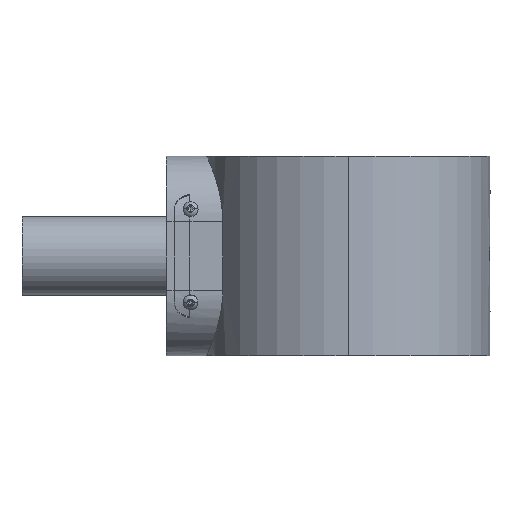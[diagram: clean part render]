
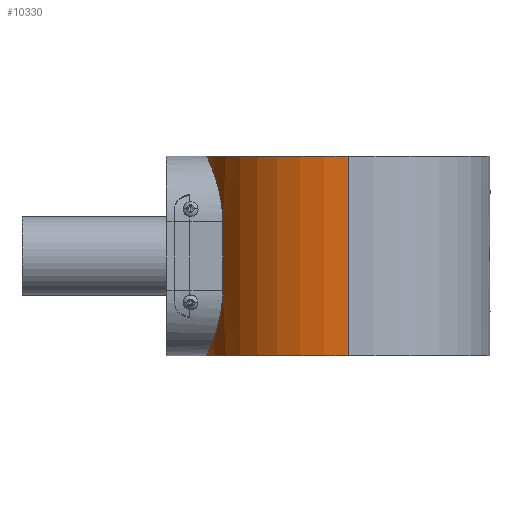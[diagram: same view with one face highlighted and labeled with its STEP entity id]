
A CAD part, left-side view. The second image highlights one B-rep face of the part: STEP entity #10330.
In plain terms, the highlighted cylindrical face has radius 54 mm (diameter 108 mm), a partial arc.
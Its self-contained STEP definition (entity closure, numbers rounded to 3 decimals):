
#328 = CARTESIAN_POINT ( 'NONE',  ( 66.728, 143.72, 106.873 ) ) ;
#413 = CARTESIAN_POINT ( 'NONE',  ( 64.597, 142.806, 110.32 ) ) ;
#486 = CARTESIAN_POINT ( 'NONE',  ( 87.039, 147.685, 96.456 ) ) ;
#576 = CARTESIAN_POINT ( 'NONE',  ( 65.415, 143.168, 160.029 ) ) ;
#677 = CARTESIAN_POINT ( 'NONE',  ( 86.201, 147.685, 172.456 ) ) ;
#1266 = EDGE_CURVE ( 'NONE', #9991, #15109, #9094, .T. ) ;
#1270 = DIRECTION ( 'NONE',  ( 1., 0., 0. ) ) ;
#1400 = EDGE_LOOP ( 'NONE', ( #16538, #3280, #12627, #12238, #7054, #3006 ) ) ;
#1465 = DIRECTION ( 'NONE',  ( 1., 0., 0. ) ) ;
#1648 = CARTESIAN_POINT ( 'NONE',  ( 80.491, 147.292, 97.314 ) ) ;
#1810 = CYLINDRICAL_SURFACE ( 'NONE', #4893, 54. ) ;
#1823 = CARTESIAN_POINT ( 'NONE',  ( 81.291, 147.384, 97.112 ) ) ;
#1918 = CARTESIAN_POINT ( 'NONE',  ( 67.462, 144.012, 105.902 ) ) ;
#1924 = CARTESIAN_POINT ( 'NONE',  ( 65.834, 143.35, 160.722 ) ) ;
#2097 = CARTESIAN_POINT ( 'NONE',  ( 85.363, 147.665, 172.414 ) ) ;
#2683 = EDGE_CURVE ( 'NONE', #4956, #5195, #16021, .T. ) ;
#3006 = ORIENTED_EDGE ( 'NONE', *, *, #5159, .F. ) ;
#3033 = CARTESIAN_POINT ( 'NONE',  ( 62.903, 141.991, 114.924 ) ) ;
#3126 = CARTESIAN_POINT ( 'NONE',  ( 70.501, 145.094, 102.69 ) ) ;
#3198 = CARTESIAN_POINT ( 'NONE',  ( 68.77, 144.505, 104.37 ) ) ;
#3244 = EDGE_CURVE ( 'NONE', #5195, #4972, #7215, .T. ) ;
#3279 = CARTESIAN_POINT ( 'NONE',  ( 62.7, 141.889, 115.729 ) ) ;
#3280 = ORIENTED_EDGE ( 'NONE', *, *, #7256, .T. ) ;
#3382 = CARTESIAN_POINT ( 'NONE',  ( 76.627, 146.677, 170.2 ) ) ;
#3408 = DIRECTION ( 'NONE',  ( 0., 0., 1. ) ) ;
#3449 = CARTESIAN_POINT ( 'NONE',  ( 62.202, 141.636, 118.157 ) ) ;
#3458 = CARTESIAN_POINT ( 'NONE',  ( 64.129, 142.585, 157.472 ) ) ;
#3759 = CARTESIAN_POINT ( 'NONE',  ( 87.039, 93.685, 172.456 ) ) ;
#4406 = CARTESIAN_POINT ( 'NONE',  ( 80.458, 147.307, 171.63 ) ) ;
#4664 = CARTESIAN_POINT ( 'NONE',  ( 62.449, 141.762, 151.987 ) ) ;
#4839 = CARTESIAN_POINT ( 'NONE',  ( 62.039, 141.549, 147.456 ) ) ;
#4893 = AXIS2_PLACEMENT_3D ( 'NONE', #12110, #6871, #5764 ) ;
#4910 = CARTESIAN_POINT ( 'NONE',  ( 62.039, 141.549, 121.456 ) ) ;
#4956 = VERTEX_POINT ( 'NONE', #4839 ) ;
#4972 = VERTEX_POINT ( 'NONE', #9936 ) ;
#5159 = EDGE_CURVE ( 'NONE', #15109, #13070, #13044, .T. ) ;
#5185 = CARTESIAN_POINT ( 'NONE',  ( 33.039, 93.685, -56.279 ) ) ;
#5195 = VERTEX_POINT ( 'NONE', #14059 ) ;
#5519 = CARTESIAN_POINT ( 'NONE',  ( 66.492, 143.624, 107.207 ) ) ;
#5613 = CARTESIAN_POINT ( 'NONE',  ( 63.657, 142.362, 112.57 ) ) ;
#5688 = CARTESIAN_POINT ( 'NONE',  ( 78.907, 147.071, 97.811 ) ) ;
#5695 = CARTESIAN_POINT ( 'NONE',  ( 74.445, 146.201, 169.068 ) ) ;
#5764 = DIRECTION ( 'NONE',  ( 1., 0., 0. ) ) ;
#5778 = CARTESIAN_POINT ( 'NONE',  ( 78.131, 146.947, 98.093 ) ) ;
#5787 = CARTESIAN_POINT ( 'NONE',  ( 63.342, 142.213, 155.588 ) ) ;
#6023 = CARTESIAN_POINT ( 'NONE',  ( 64.648, 142.825, 158.584 ) ) ;
#6218 = LINE ( 'NONE', #12834, #8483 ) ;
#6871 = DIRECTION ( 'NONE',  ( 0., 0., 1. ) ) ;
#6897 = CARTESIAN_POINT ( 'NONE',  ( 79.302, 147.129, 97.679 ) ) ;
#6992 = CARTESIAN_POINT ( 'NONE',  ( 64.834, 142.909, 158.95 ) ) ;
#7054 = ORIENTED_EDGE ( 'NONE', *, *, #11207, .F. ) ;
#7072 = CARTESIAN_POINT ( 'NONE',  ( 69.906, 144.898, 103.232 ) ) ;
#7215 = CIRCLE ( 'NONE', #16460, 54. ) ;
#7256 = EDGE_CURVE ( 'NONE', #9991, #4972, #13217, .T. ) ;
#8071 = DIRECTION ( 'NONE',  ( 0., 0., -1. ) ) ;
#8089 = CARTESIAN_POINT ( 'NONE',  ( 85.36, 147.685, 96.456 ) ) ;
#8357 = CARTESIAN_POINT ( 'NONE',  ( 83.697, 147.588, 172.246 ) ) ;
#8483 = VECTOR ( 'NONE', #3408, 1000. ) ;
#8614 = CARTESIAN_POINT ( 'NONE',  ( 78.896, 147.09, 171.149 ) ) ;
#9094 = CIRCLE ( 'NONE', #15638, 54. ) ;
#9483 = CARTESIAN_POINT ( 'NONE',  ( 74.432, 146.211, 99.806 ) ) ;
#9566 = CARTESIAN_POINT ( 'NONE',  ( 63.379, 142.226, 113.339 ) ) ;
#9740 = CARTESIAN_POINT ( 'NONE',  ( 77.748, 146.881, 98.242 ) ) ;
#9748 = CARTESIAN_POINT ( 'NONE',  ( 70.503, 145.105, 166.277 ) ) ;
#9810 = FACE_OUTER_BOUND ( 'NONE', #1400, .T. ) ;
#9923 = CARTESIAN_POINT ( 'NONE',  ( 67.183, 143.911, 162.731 ) ) ;
#9936 = CARTESIAN_POINT ( 'NONE',  ( 33.039, 93.685, 172.456 ) ) ;
#9991 = VERTEX_POINT ( 'NONE', #14348 ) ;
#10007 = CARTESIAN_POINT ( 'NONE',  ( 62.039, 141.549, 148.28 ) ) ;
#10330 = ADVANCED_FACE ( 'NONE', ( #9810 ), #1810, .T. ) ;
#10754 = CARTESIAN_POINT ( 'NONE',  ( 65.361, 143.153, 108.896 ) ) ;
#10925 = CARTESIAN_POINT ( 'NONE',  ( 83.714, 147.607, 96.623 ) ) ;
#11027 = CARTESIAN_POINT ( 'NONE',  ( 68.205, 144.309, 163.977 ) ) ;
#11115 = CARTESIAN_POINT ( 'NONE',  ( 62.253, 141.661, 150.752 ) ) ;
#11181 = CARTESIAN_POINT ( 'NONE',  ( 62.039, 141.549, 119.796 ) ) ;
#11190 = CARTESIAN_POINT ( 'NONE',  ( 62.202, 141.634, 150.34 ) ) ;
#11207 = EDGE_CURVE ( 'NONE', #13070, #4956, #6218, .T. ) ;
#12043 = CARTESIAN_POINT ( 'NONE',  ( 71.749, 145.479, 101.66 ) ) ;
#12110 = CARTESIAN_POINT ( 'NONE',  ( 87.039, 93.685, -56.279 ) ) ;
#12129 = CARTESIAN_POINT ( 'NONE',  ( 67.213, 143.914, 106.221 ) ) ;
#12238 = ORIENTED_EDGE ( 'NONE', *, *, #2683, .F. ) ;
#12303 = CARTESIAN_POINT ( 'NONE',  ( 68.23, 144.307, 104.966 ) ) ;
#12311 = CARTESIAN_POINT ( 'NONE',  ( 62.377, 141.724, 151.575 ) ) ;
#12556 = CARTESIAN_POINT ( 'NONE',  ( 62.079, 141.571, 149.105 ) ) ;
#12627 = ORIENTED_EDGE ( 'NONE', *, *, #3244, .F. ) ;
#12716 = CARTESIAN_POINT ( 'NONE',  ( 62.608, 141.843, 116.133 ) ) ;
#12834 = CARTESIAN_POINT ( 'NONE',  ( 62.039, 141.549, 96.456 ) ) ;
#13012 = DIRECTION ( 'NONE',  ( 0., 0., 1. ) ) ;
#13044 = B_SPLINE_CURVE_WITH_KNOTS ( 'NONE', 3,
 ( #486, #8089, #10925, #1823, #1648, #6897, #5688, #5778, #9740, #14850, #9483, #14929, #12043, #3126, #7072, #3198, #12303, #1918, #12129, #328, #5519, #10754, #413, #5613, #9566, #14757, #3033, #3279, #12716, #3449, #11181, #4910 ),
 .UNSPECIFIED., .F., .F.,
 ( 4, 2, 2, 2, 2, 2, 2, 2, 2, 2, 2, 2, 2, 2, 2, 4 ),
 ( 0., 0.005, 0.007, 0.009, 0.01, 0.015, 0.017, 0.02, 0.022, 0.024, 0.025, 0.03, 0.032, 0.033, 0.035, 0.04 ),
 .UNSPECIFIED. ) ;
#13070 = VERTEX_POINT ( 'NONE', #14182 ) ;
#13217 = LINE ( 'NONE', #5185, #14411 ) ;
#13484 = CARTESIAN_POINT ( 'NONE',  ( 64.296, 142.662, 157.845 ) ) ;
#13569 = CARTESIAN_POINT ( 'NONE',  ( 87.039, 147.685, 172.456 ) ) ;
#13658 = CARTESIAN_POINT ( 'NONE',  ( 62.859, 141.97, 154.022 ) ) ;
#14059 = CARTESIAN_POINT ( 'NONE',  ( 87.039, 147.685, 172.456 ) ) ;
#14182 = CARTESIAN_POINT ( 'NONE',  ( 62.039, 141.549, 121.456 ) ) ;
#14348 = CARTESIAN_POINT ( 'NONE',  ( 33.039, 93.685, 96.456 ) ) ;
#14390 = DIRECTION ( 'NONE',  ( 0., 0., 1. ) ) ;
#14411 = VECTOR ( 'NONE', #14390, 1000. ) ;
#14757 = CARTESIAN_POINT ( 'NONE',  ( 63.016, 142.047, 114.523 ) ) ;
#14800 = CARTESIAN_POINT ( 'NONE',  ( 87.039, 147.685, 96.456 ) ) ;
#14850 = CARTESIAN_POINT ( 'NONE',  ( 75.86, 146.538, 99.034 ) ) ;
#14862 = CARTESIAN_POINT ( 'NONE',  ( 82.877, 147.53, 172.121 ) ) ;
#14929 = CARTESIAN_POINT ( 'NONE',  ( 72.406, 145.669, 101.169 ) ) ;
#14938 = CARTESIAN_POINT ( 'NONE',  ( 73.752, 146.03, 168.648 ) ) ;
#15032 = CARTESIAN_POINT ( 'NONE',  ( 62.039, 141.549, 147.456 ) ) ;
#15109 = VERTEX_POINT ( 'NONE', #14800 ) ;
#15112 = CARTESIAN_POINT ( 'NONE',  ( 71.746, 145.493, 167.299 ) ) ;
#15176 = CARTESIAN_POINT ( 'NONE',  ( 87.039, 93.685, 96.456 ) ) ;
#15638 = AXIS2_PLACEMENT_3D ( 'NONE', #15176, #8071, #1465 ) ;
#16021 = B_SPLINE_CURVE_WITH_KNOTS ( 'NONE', 3,
 ( #15032, #10007, #12556, #11190, #11115, #12311, #4664, #13658, #5787, #3458, #13484, #6023, #6992, #576, #1924, #9923, #11027, #9748, #15112, #14938, #5695, #16140, #3382, #8614, #4406, #14862, #8357, #2097, #677, #13569 ),
 .UNSPECIFIED., .F., .F.,
 ( 4, 2, 2, 2, 2, 2, 2, 2, 2, 2, 2, 2, 2, 2, 4 ),
 ( 0.119, 0.121, 0.123, 0.124, 0.129, 0.13, 0.131, 0.134, 0.139, 0.144, 0.146, 0.149, 0.154, 0.156, 0.159 ),
 .UNSPECIFIED. ) ;
#16140 = CARTESIAN_POINT ( 'NONE',  ( 75.881, 146.525, 169.842 ) ) ;
#16460 = AXIS2_PLACEMENT_3D ( 'NONE', #3759, #13012, #1270 ) ;
#16538 = ORIENTED_EDGE ( 'NONE', *, *, #1266, .F. ) ;
